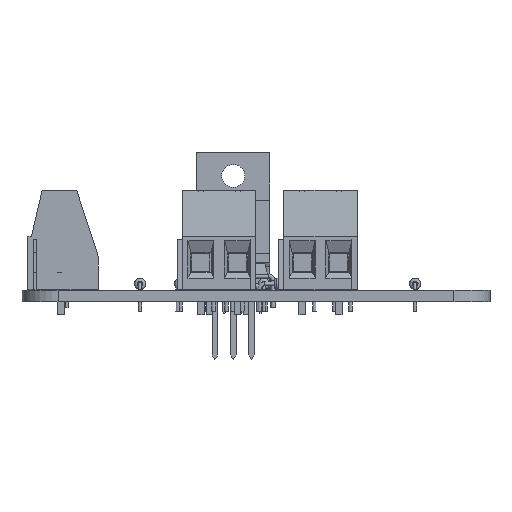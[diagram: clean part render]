
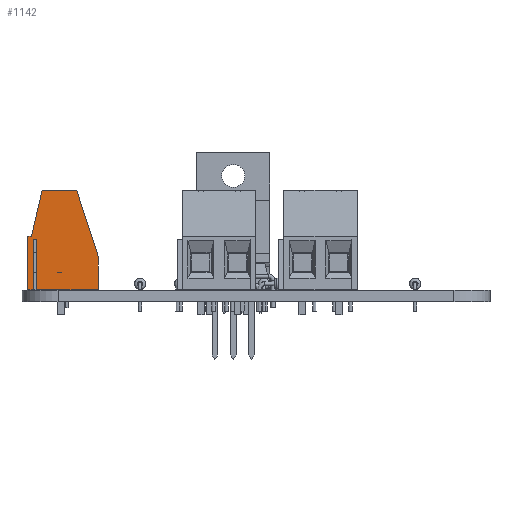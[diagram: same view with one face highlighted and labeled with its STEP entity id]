
A CAD part, left-side view. The second image highlights one B-rep face of the part: STEP entity #1142.
In plain terms, the highlighted face is planar.
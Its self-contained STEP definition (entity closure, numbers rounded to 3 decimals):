
#701 = VERTEX_POINT('',#702);
#702 = CARTESIAN_POINT('',(7.62,-2.6,13.8));
#708 = EDGE_CURVE('',#701,#709,#711,.T.);
#709 = VERTEX_POINT('',#710);
#710 = CARTESIAN_POINT('',(7.62,-4.1,7.4));
#711 = LINE('',#712,#713);
#712 = CARTESIAN_POINT('',(7.62,-2.6,13.8));
#713 = VECTOR('',#714,1.);
#714 = DIRECTION('',(0.,-0.228,-0.974));
#733 = VERTEX_POINT('',#734);
#734 = CARTESIAN_POINT('',(7.62,2.2,13.8));
#740 = EDGE_CURVE('',#733,#701,#741,.T.);
#741 = LINE('',#742,#743);
#742 = CARTESIAN_POINT('',(7.62,5.2,13.8));
#743 = VECTOR('',#744,1.);
#744 = DIRECTION('',(0.,-1.,0.));
#778 = EDGE_CURVE('',#733,#779,#781,.T.);
#779 = VERTEX_POINT('',#780);
#780 = CARTESIAN_POINT('',(7.62,5.2,4.57));
#781 = LINE('',#782,#783);
#782 = CARTESIAN_POINT('',(7.62,2.2,13.8));
#783 = VECTOR('',#784,1.);
#784 = DIRECTION('',(0.,0.309,-0.951));
#803 = VERTEX_POINT('',#804);
#804 = CARTESIAN_POINT('',(7.62,5.2,0.));
#810 = EDGE_CURVE('',#803,#779,#811,.T.);
#811 = LINE('',#812,#813);
#812 = CARTESIAN_POINT('',(7.62,5.2,0.));
#813 = VECTOR('',#814,1.);
#814 = DIRECTION('',(0.,0.,1.));
#850 = EDGE_CURVE('',#851,#803,#853,.T.);
#851 = VERTEX_POINT('',#852);
#852 = CARTESIAN_POINT('',(7.62,-3.37,0.));
#853 = LINE('',#854,#855);
#854 = CARTESIAN_POINT('',(7.62,-4.6,0.));
#855 = VECTOR('',#856,1.);
#856 = DIRECTION('',(0.,1.,0.));
#875 = VERTEX_POINT('',#876);
#876 = CARTESIAN_POINT('',(7.62,-3.83,0.));
#882 = EDGE_CURVE('',#883,#875,#885,.T.);
#883 = VERTEX_POINT('',#884);
#884 = CARTESIAN_POINT('',(7.62,-4.6,0.));
#885 = LINE('',#886,#887);
#886 = CARTESIAN_POINT('',(7.62,-4.6,0.));
#887 = VECTOR('',#888,1.);
#888 = DIRECTION('',(0.,1.,0.));
#1039 = VERTEX_POINT('',#1040);
#1040 = CARTESIAN_POINT('',(7.62,-4.6,7.4));
#1046 = EDGE_CURVE('',#1039,#883,#1047,.T.);
#1047 = LINE('',#1048,#1049);
#1048 = CARTESIAN_POINT('',(7.62,-4.6,13.8));
#1049 = VECTOR('',#1050,1.);
#1050 = DIRECTION('',(0.,0.,-1.));
#1130 = EDGE_CURVE('',#709,#1039,#1131,.T.);
#1131 = LINE('',#1132,#1133);
#1132 = CARTESIAN_POINT('',(7.62,-4.1,7.4));
#1133 = VECTOR('',#1134,1.);
#1134 = DIRECTION('',(0.,-1.,0.));
#1142 = ADVANCED_FACE('',(#1143),#1175,.T.);
#1143 = FACE_BOUND('',#1144,.T.);
#1144 = EDGE_LOOP('',(#1145,#1146,#1147,#1148,#1149,#1157,#1165,#1171,
    #1172,#1173,#1174));
#1145 = ORIENTED_EDGE('',*,*,#708,.T.);
#1146 = ORIENTED_EDGE('',*,*,#1130,.T.);
#1147 = ORIENTED_EDGE('',*,*,#1046,.T.);
#1148 = ORIENTED_EDGE('',*,*,#882,.T.);
#1149 = ORIENTED_EDGE('',*,*,#1150,.T.);
#1150 = EDGE_CURVE('',#875,#1151,#1153,.T.);
#1151 = VERTEX_POINT('',#1152);
#1152 = CARTESIAN_POINT('',(7.62,-3.83,7.));
#1153 = LINE('',#1154,#1155);
#1154 = CARTESIAN_POINT('',(7.62,-3.83,0.));
#1155 = VECTOR('',#1156,1.);
#1156 = DIRECTION('',(0.,0.,1.));
#1157 = ORIENTED_EDGE('',*,*,#1158,.T.);
#1158 = EDGE_CURVE('',#1151,#1159,#1161,.T.);
#1159 = VERTEX_POINT('',#1160);
#1160 = CARTESIAN_POINT('',(7.62,-3.37,7.));
#1161 = LINE('',#1162,#1163);
#1162 = CARTESIAN_POINT('',(7.62,-3.83,7.));
#1163 = VECTOR('',#1164,1.);
#1164 = DIRECTION('',(0.,1.,0.));
#1165 = ORIENTED_EDGE('',*,*,#1166,.F.);
#1166 = EDGE_CURVE('',#851,#1159,#1167,.T.);
#1167 = LINE('',#1168,#1169);
#1168 = CARTESIAN_POINT('',(7.62,-3.37,0.));
#1169 = VECTOR('',#1170,1.);
#1170 = DIRECTION('',(0.,0.,1.));
#1171 = ORIENTED_EDGE('',*,*,#850,.T.);
#1172 = ORIENTED_EDGE('',*,*,#810,.T.);
#1173 = ORIENTED_EDGE('',*,*,#778,.F.);
#1174 = ORIENTED_EDGE('',*,*,#740,.T.);
#1175 = PLANE('',#1176);
#1176 = AXIS2_PLACEMENT_3D('',#1177,#1178,#1179);
#1177 = CARTESIAN_POINT('',(7.62,0.3,6.9));
#1178 = DIRECTION('',(1.,0.,0.));
#1179 = DIRECTION('',(0.,0.,1.));
